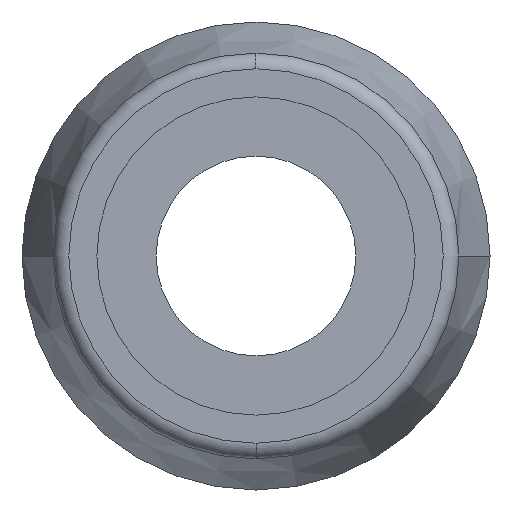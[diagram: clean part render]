
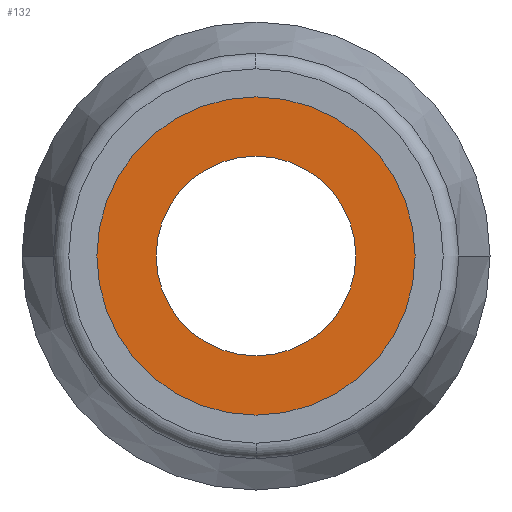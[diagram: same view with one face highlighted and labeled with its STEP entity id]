
A CAD part, front view. The second image highlights one B-rep face of the part: STEP entity #132.
In plain terms, the highlighted planar face has unit normal (0, -1, 0).
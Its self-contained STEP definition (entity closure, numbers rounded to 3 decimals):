
#132=ADVANCED_FACE('',(#286,#287),#288,.F.);
#286=FACE_BOUND('',#459,.T.);
#287=FACE_OUTER_BOUND('',#460,.T.);
#288=PLANE('',#461);
#459=EDGE_LOOP('',(#769,#770));
#460=EDGE_LOOP('',(#771,#772));
#461=AXIS2_PLACEMENT_3D('',#773,#774,#775);
#769=ORIENTED_EDGE('',*,*,#1069,.F.);
#770=ORIENTED_EDGE('',*,*,#1050,.F.);
#771=ORIENTED_EDGE('',*,*,#1081,.F.);
#772=ORIENTED_EDGE('',*,*,#985,.F.);
#773=CARTESIAN_POINT('',(0.0,30.0,0.0));
#774=DIRECTION('',(-0.0,1.0,0.0));
#775=DIRECTION('',(1.0,0.0,0.0));
#985=EDGE_CURVE('',#1162,#1157,#1164,.T.);
#1050=EDGE_CURVE('',#1262,#1264,#1265,.T.);
#1069=EDGE_CURVE('',#1264,#1262,#1293,.T.);
#1081=EDGE_CURVE('',#1157,#1162,#1308,.T.);
#1157=VERTEX_POINT('',#1395);
#1162=VERTEX_POINT('',#1401);
#1164=CIRCLE('',#1404,5.1);
#1262=VERTEX_POINT('',#1514);
#1264=VERTEX_POINT('',#1517);
#1265=CIRCLE('',#1518,3.2);
#1293=CIRCLE('',#1551,3.2);
#1308=CIRCLE('',#1568,5.1);
#1395=CARTESIAN_POINT('',(5.1,30.0,0.0));
#1401=CARTESIAN_POINT('',(-5.1,30.0,0.));
#1404=AXIS2_PLACEMENT_3D('',#1658,#1659,#1660);
#1514=CARTESIAN_POINT('',(3.2,30.0,0.));
#1517=CARTESIAN_POINT('',(-3.2,30.0,0.));
#1518=AXIS2_PLACEMENT_3D('',#1782,#1783,#1784);
#1551=AXIS2_PLACEMENT_3D('',#1814,#1815,#1816);
#1568=AXIS2_PLACEMENT_3D('',#1831,#1832,#1833);
#1658=CARTESIAN_POINT('',(0.0,30.0,0.0));
#1659=DIRECTION('',(-0.0,1.0,0.0));
#1660=DIRECTION('',(1.0,0.0,0.0));
#1782=CARTESIAN_POINT('',(0.0,30.0,0.0));
#1783=DIRECTION('',(0.0,-1.0,0.0));
#1784=DIRECTION('',(1.0,0.0,0.0));
#1814=CARTESIAN_POINT('',(0.0,30.0,0.0));
#1815=DIRECTION('',(0.0,-1.0,0.0));
#1816=DIRECTION('',(1.0,0.0,0.0));
#1831=CARTESIAN_POINT('',(0.0,30.0,0.0));
#1832=DIRECTION('',(-0.0,1.0,0.0));
#1833=DIRECTION('',(1.0,0.0,0.0));
